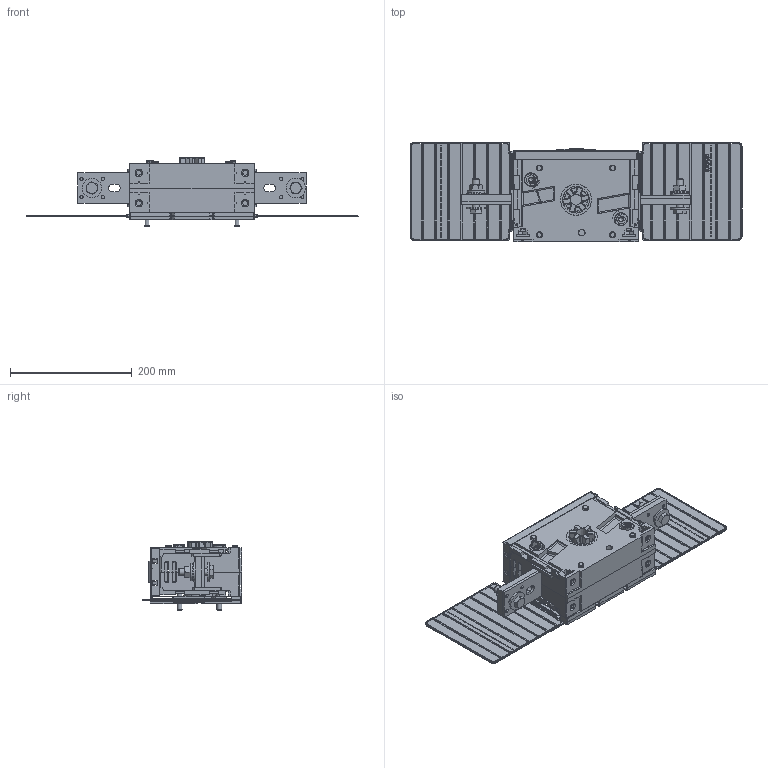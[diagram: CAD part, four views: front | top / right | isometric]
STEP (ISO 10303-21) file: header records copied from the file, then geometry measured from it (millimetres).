
FILE_DESCRIPTION(/* description */ (''),/* implementation_level */ '2;1');
FILE_NAME(/* name */ 'FILE_STP_CAD_DRAWING_3D_GLX4020801-1600UL_prt.stp',/* time_stamp */ '2025-04-14T15:19:39+02:00',/* author */ (''),/* organization */ (''),/* preprocessor_version */ 'ST-DEVELOPER v16.7',/* originating_system */ 'SIEMENS PLM Software NX 12.0',/* authorisation */ '');
FILE_SCHEMA (('AUTOMOTIVE_DESIGN { 1 0 10303 214 3 1 1 1 }'));
Length unit declared in the file: millimetre
Products named in the file (1): 3D_GLX4020801-1600UL
Bounding box: 545.52 x 163.67 x 111.75 mm (x, y, z)
Surface area: 337644.5 mm2 (no closed solid volume)
Topology: 0 solids, 132 shells, 873 faces, 4791 edges, 3954 vertices
Faces by surface type: plane 493, cylinder 219, cone 89, torus 36, bspline 31, sphere 5
Full cylindrical faces by diameter (mm): 7 x1, 8 x2, 11.732 x2, 29 x2, 32 x4
Entity records: 51558 total; most frequent: CARTESIAN_POINT 14666, DIRECTION 7292, ORIENTED_EDGE 5950, EDGE_CURVE 4737, VERTEX_POINT 3944, LINE 2832, VECTOR 2832, AXIS2_PLACEMENT_3D 2230
